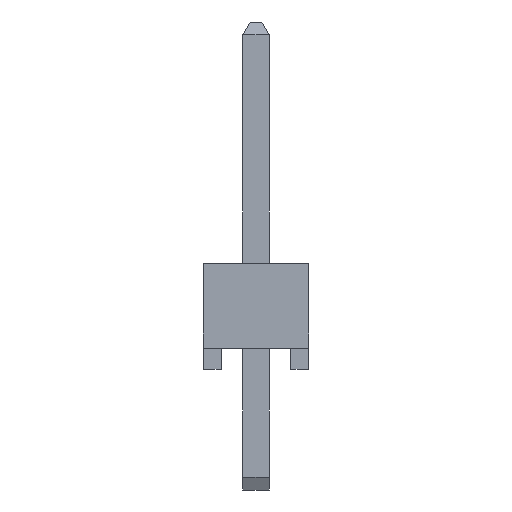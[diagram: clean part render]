
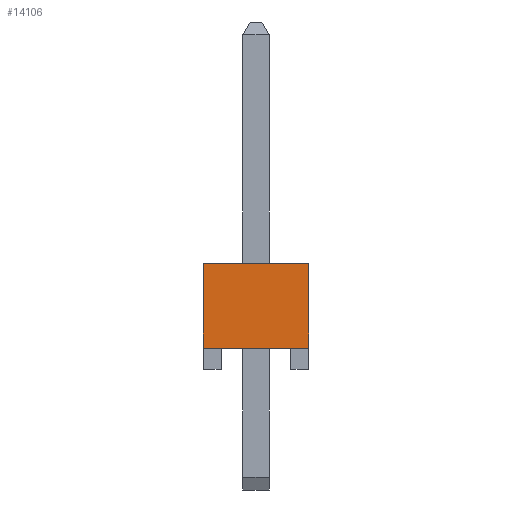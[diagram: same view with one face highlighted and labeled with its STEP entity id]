
A CAD part, left-side view. The second image highlights one B-rep face of the part: STEP entity #14106.
In plain terms, the highlighted planar face has unit normal (-1, 0, 0).
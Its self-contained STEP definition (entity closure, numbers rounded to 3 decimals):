
#180=FACE_OUTER_BOUND($,#1005,.T.);
#1005=EDGE_LOOP($,(#9587,#9588,#9589,#9590));
#1762=LINE($,#19407,#3792);
#2131=LINE($,#20161,#4161);
#2139=LINE($,#20176,#4169);
#2140=LINE($,#20177,#4170);
#3792=VECTOR($,#15727,2.54);
#4161=VECTOR($,#16290,2.032);
#4169=VECTOR($,#16300,2.54);
#4170=VECTOR($,#16301,2.032);
#5822=VERTEX_POINT($,#19405);
#5823=VERTEX_POINT($,#19406);
#6111=VERTEX_POINT($,#20160);
#6117=VERTEX_POINT($,#20175);
#7094=EDGE_CURVE($,#5822,#5823,#1762,.T.);
#7463=EDGE_CURVE($,#5823,#6111,#2131,.T.);
#7471=EDGE_CURVE($,#6111,#6117,#2139,.T.);
#7472=EDGE_CURVE($,#5822,#6117,#2140,.T.);
#9587=ORIENTED_EDGE($,*,*,#7471,.F.);
#9588=ORIENTED_EDGE($,*,*,#7463,.F.);
#9589=ORIENTED_EDGE($,*,*,#7094,.F.);
#9590=ORIENTED_EDGE($,*,*,#7472,.T.);
#13282=PLANE($,#14997);
#14106=ADVANCED_FACE($,(#180),#13282,.F.);
#14997=AXIS2_PLACEMENT_3D($,#20174,#16298,#16299);
#15727=DIRECTION($,(0.,-1.,0.));
#16290=DIRECTION($,(0.,0.,-1.));
#16298=DIRECTION('center_axis',(1.,0.,0.));
#16299=DIRECTION('ref_axis',(0.,1.,0.));
#16300=DIRECTION($,(0.,1.,0.));
#16301=DIRECTION($,(0.,0.,-1.));
#19405=CARTESIAN_POINT('',(-1.27,1.27,2.54));
#19406=CARTESIAN_POINT('',(-1.27,-1.27,2.54));
#19407=CARTESIAN_POINT($,(-1.27,1.27,2.54));
#20160=CARTESIAN_POINT('',(-1.27,-1.27,0.508));
#20161=CARTESIAN_POINT($,(-1.27,-1.27,2.54));
#20174=CARTESIAN_POINT('Origin',(-1.27,0.,
0.));
#20175=CARTESIAN_POINT('',(-1.27,1.27,0.508));
#20176=CARTESIAN_POINT($,(-1.27,1.27,0.508));
#20177=CARTESIAN_POINT($,(-1.27,1.27,2.54));
